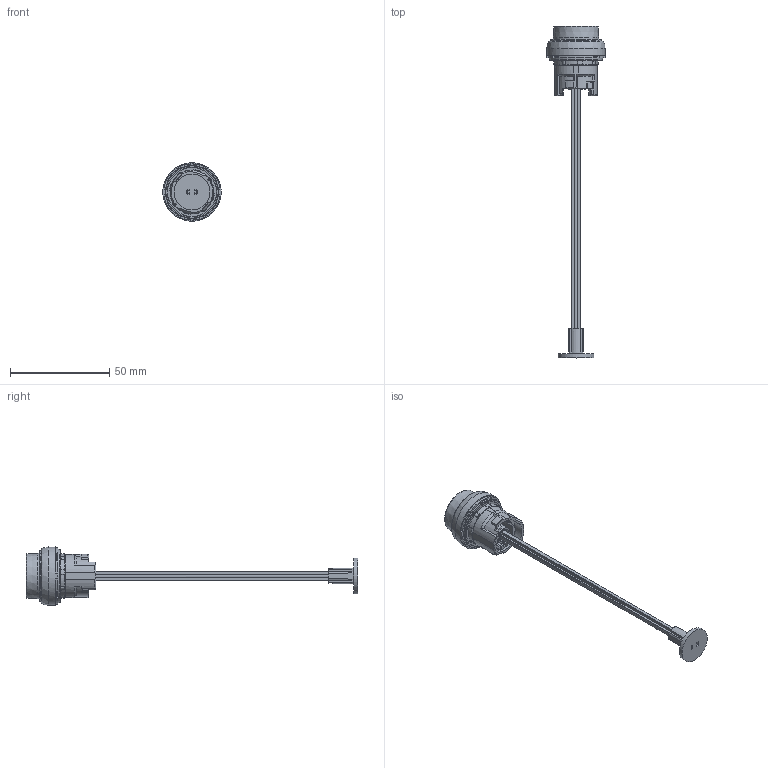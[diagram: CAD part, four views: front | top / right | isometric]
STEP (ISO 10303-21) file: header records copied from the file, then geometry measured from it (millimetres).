
FILE_DESCRIPTION(/* description */ (''),/* implementation_level */ '2;1');
FILE_NAME(/* name */ 'FILE_STP_CAD_DRAWING_LPSR2_CATALOG_prt.stp',/* time_stamp */ '2020-10-16T13:30:05+02:00',/* author */ (''),/* organization */ (''),/* preprocessor_version */ 'ST-DEVELOPER v16.7',/* originating_system */ 'SIEMENS PLM Software NX 12.0',/* authorisation */ '');
FILE_SCHEMA (('AUTOMOTIVE_DESIGN { 1 0 10303 214 3 1 1 1 }'));
Length unit declared in the file: millimetre
Products named in the file (1): LPSR2_CATALOG
Bounding box: 29.48 x 167.2 x 29.35 mm (x, y, z)
Surface area: 10354.9 mm2 (no closed solid volume)
Topology: 0 solids, 9 shells, 422 faces, 1314 edges, 913 vertices
Faces by surface type: plane 230, cone 96, cylinder 66, torus 20, bspline 9, sphere 1
Full cylindrical faces by diameter (mm): 7 x1, 14.6 x1, 18 x2, 20.5 x1, 22.8 x1, 26.4 x1
Entity records: 15201 total; most frequent: CARTESIAN_POINT 3681, DIRECTION 2442, ORIENTED_EDGE 2227, EDGE_CURVE 1274, AXIS2_PLACEMENT_3D 933, VERTEX_POINT 897, LINE 576, VECTOR 576
